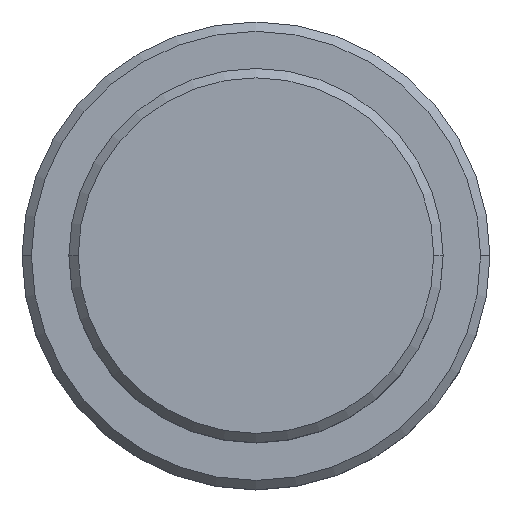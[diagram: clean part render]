
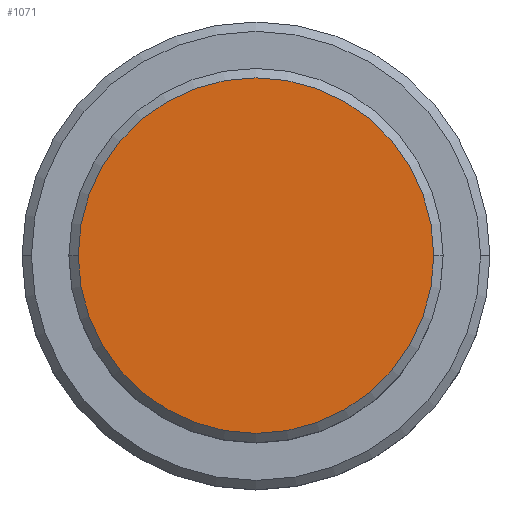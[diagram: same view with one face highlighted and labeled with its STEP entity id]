
A CAD part, top view. The second image highlights one B-rep face of the part: STEP entity #1071.
In plain terms, the highlighted planar face has unit normal (0, 0, 1).
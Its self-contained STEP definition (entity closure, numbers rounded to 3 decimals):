
#58 = VERTEX_POINT ( 'NONE', #614 ) ;
#224 = AXIS2_PLACEMENT_3D ( 'NONE', #1199, #421, #768 ) ;
#382 = ORIENTED_EDGE ( 'NONE', *, *, #435, .T. ) ;
#390 = ORIENTED_EDGE ( 'NONE', *, *, #891, .T. ) ;
#409 = CARTESIAN_POINT ( 'NONE',  ( 0., 0., 0. ) ) ;
#421 = DIRECTION ( 'NONE',  ( 0., 0., 1. ) ) ;
#435 = EDGE_CURVE ( 'NONE', #58, #479, #509, .T. ) ;
#479 = VERTEX_POINT ( 'NONE', #949 ) ;
#495 = CARTESIAN_POINT ( 'NONE',  ( 0., 0., 0. ) ) ;
#509 = CIRCLE ( 'NONE', #970, 9.5 ) ;
#544 = PLANE ( 'NONE',  #224 ) ;
#614 = CARTESIAN_POINT ( 'NONE',  ( -9.5, 0., 0. ) ) ;
#768 = DIRECTION ( 'NONE',  ( 1., 0., 0. ) ) ;
#817 = DIRECTION ( 'NONE',  ( 0., 0., 1. ) ) ;
#891 = EDGE_CURVE ( 'NONE', #479, #58, #1145, .T. ) ;
#917 = AXIS2_PLACEMENT_3D ( 'NONE', #495, #817, #1068 ) ;
#949 = CARTESIAN_POINT ( 'NONE',  ( 9.5, 0., 0. ) ) ;
#970 = AXIS2_PLACEMENT_3D ( 'NONE', #409, #1064, #1398 ) ;
#1064 = DIRECTION ( 'NONE',  ( 0., 0., 1. ) ) ;
#1068 = DIRECTION ( 'NONE',  ( 1., 0., 0. ) ) ;
#1071 = ADVANCED_FACE ( 'NONE', ( #1401 ), #544, .T. ) ;
#1145 = CIRCLE ( 'NONE', #917, 9.5 ) ;
#1199 = CARTESIAN_POINT ( 'NONE',  ( 0., 0., 0. ) ) ;
#1381 = EDGE_LOOP ( 'NONE', ( #382, #390 ) ) ;
#1398 = DIRECTION ( 'NONE',  ( 1., 0., 0. ) ) ;
#1401 = FACE_OUTER_BOUND ( 'NONE', #1381, .T. ) ;
